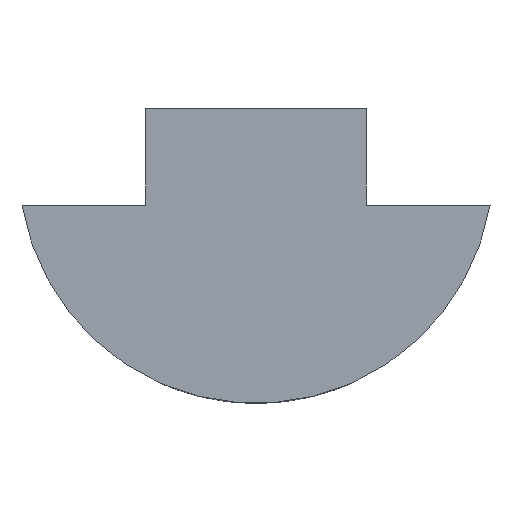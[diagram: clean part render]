
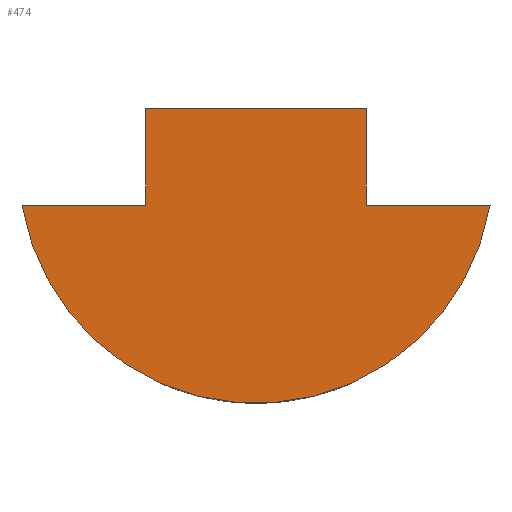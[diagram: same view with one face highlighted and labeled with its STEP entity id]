
A CAD part, front view. The second image highlights one B-rep face of the part: STEP entity #474.
In plain terms, the highlighted planar face has unit normal (0, -1, 0).
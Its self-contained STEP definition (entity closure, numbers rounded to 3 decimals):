
#266=CARTESIAN_POINT('',(39.297,11.637,168.9));
#267=VERTEX_POINT('',#266);
#274=CARTESIAN_POINT('',(47.297,11.637,168.9));
#275=VERTEX_POINT('',#274);
#276=CARTESIAN_POINT('',(39.297,11.637,168.9));
#277=DIRECTION('',(1.0,0.0,0.0));
#278=VECTOR('',#277,8.0);
#279=LINE('',#276,#278);
#280=EDGE_CURVE('',#267,#275,#279,.T.);
#308=CARTESIAN_POINT('',(39.297,11.637,165.4));
#309=VERTEX_POINT('',#308);
#316=CARTESIAN_POINT('',(39.297,11.637,165.4));
#317=DIRECTION('',(0.0,0.0,1.0));
#318=VECTOR('',#317,3.5);
#319=LINE('',#316,#318);
#320=EDGE_CURVE('',#309,#267,#319,.T.);
#339=CARTESIAN_POINT('',(34.797,11.637,165.4));
#340=VERTEX_POINT('',#339);
#347=CARTESIAN_POINT('',(34.797,11.637,165.4));
#348=DIRECTION('',(1.0,0.0,0.0));
#349=VECTOR('',#348,4.5);
#350=LINE('',#347,#349);
#351=EDGE_CURVE('',#340,#309,#350,.T.);
#371=CARTESIAN_POINT('',(51.797,11.637,165.4));
#372=VERTEX_POINT('',#371);
#379=CARTESIAN_POINT('',(43.297,11.637,166.817));
#380=DIRECTION('',(0.0,1.0,0.0));
#381=DIRECTION('',(0.0,0.0,-1.0));
#382=AXIS2_PLACEMENT_3D('',#379,#380,#381);
#383=CIRCLE('',#382,8.617);
#384=EDGE_CURVE('',#372,#340,#383,.T.);
#407=CARTESIAN_POINT('',(47.297,11.637,165.4));
#408=VERTEX_POINT('',#407);
#415=CARTESIAN_POINT('',(47.297,11.637,165.4));
#416=DIRECTION('',(1.0,0.0,0.0));
#417=VECTOR('',#416,4.5);
#418=LINE('',#415,#417);
#419=EDGE_CURVE('',#408,#372,#418,.T.);
#437=CARTESIAN_POINT('',(47.297,11.637,168.9));
#438=DIRECTION('',(0.0,0.0,-1.0));
#439=VECTOR('',#438,3.5);
#440=LINE('',#437,#439);
#441=EDGE_CURVE('',#275,#408,#440,.T.);
#461=CARTESIAN_POINT('',(43.297,11.637,164.138));
#462=DIRECTION('',(0.0,-1.0,0.0));
#463=DIRECTION('',(0.0,0.0,1.0));
#464=AXIS2_PLACEMENT_3D('',#461,#462,#463);
#465=PLANE('',#464);
#466=ORIENTED_EDGE('',*,*,#441,.F.);
#467=ORIENTED_EDGE('',*,*,#280,.F.);
#468=ORIENTED_EDGE('',*,*,#320,.F.);
#469=ORIENTED_EDGE('',*,*,#351,.F.);
#470=ORIENTED_EDGE('',*,*,#384,.F.);
#471=ORIENTED_EDGE('',*,*,#419,.F.);
#472=EDGE_LOOP('',(#466,#467,#468,#469,#470,#471));
#473=FACE_OUTER_BOUND('',#472,.T.);
#474=ADVANCED_FACE('',(#473),#465,.T.);
